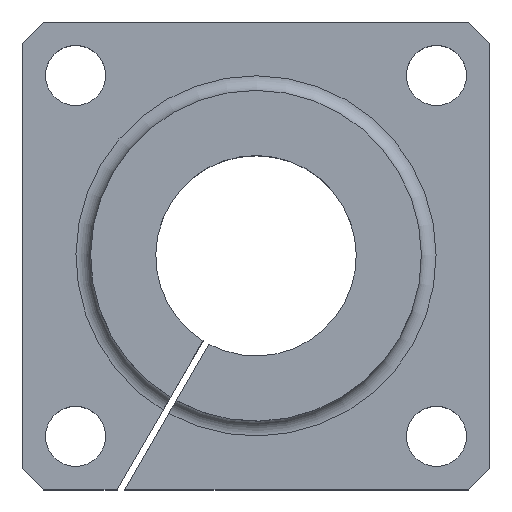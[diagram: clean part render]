
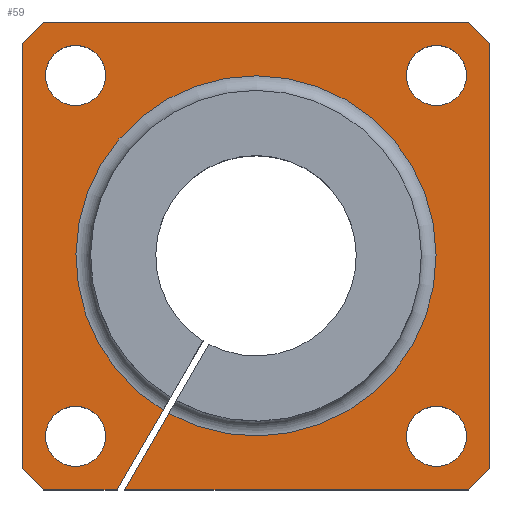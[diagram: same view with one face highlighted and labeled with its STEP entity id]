
A CAD part, top view. The second image highlights one B-rep face of the part: STEP entity #59.
In plain terms, the highlighted planar face has unit normal (0, 0, 1).
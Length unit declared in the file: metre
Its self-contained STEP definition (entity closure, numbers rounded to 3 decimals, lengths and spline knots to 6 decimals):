
#59 = ADVANCED_FACE( '', ( #143, #144, #145, #146, #147 ), #148, .T. );
#143 = FACE_OUTER_BOUND( '', #267, .T. );
#144 = FACE_BOUND( '', #268, .T. );
#145 = FACE_BOUND( '', #269, .T. );
#146 = FACE_BOUND( '', #270, .T. );
#147 = FACE_BOUND( '', #271, .T. );
#148 = PLANE( '', #272 );
#267 = EDGE_LOOP( '', ( #390, #391, #392, #393, #394, #395, #396, #397, #398, #399, #400, #401 ) );
#268 = EDGE_LOOP( '', ( #402 ) );
#269 = EDGE_LOOP( '', ( #403 ) );
#270 = EDGE_LOOP( '', ( #404 ) );
#271 = EDGE_LOOP( '', ( #405 ) );
#272 = AXIS2_PLACEMENT_3D( '', #406, #407, #408 );
#390 = ORIENTED_EDGE( '', *, *, #671, .F. );
#391 = ORIENTED_EDGE( '', *, *, #672, .T. );
#392 = ORIENTED_EDGE( '', *, *, #673, .T. );
#393 = ORIENTED_EDGE( '', *, *, #674, .T. );
#394 = ORIENTED_EDGE( '', *, *, #675, .T. );
#395 = ORIENTED_EDGE( '', *, *, #676, .T. );
#396 = ORIENTED_EDGE( '', *, *, #677, .T. );
#397 = ORIENTED_EDGE( '', *, *, #678, .T. );
#398 = ORIENTED_EDGE( '', *, *, #666, .T. );
#399 = ORIENTED_EDGE( '', *, *, #679, .T. );
#400 = ORIENTED_EDGE( '', *, *, #680, .F. );
#401 = ORIENTED_EDGE( '', *, *, #681, .T. );
#402 = ORIENTED_EDGE( '', *, *, #682, .T. );
#403 = ORIENTED_EDGE( '', *, *, #683, .T. );
#404 = ORIENTED_EDGE( '', *, *, #684, .T. );
#405 = ORIENTED_EDGE( '', *, *, #685, .T. );
#406 = CARTESIAN_POINT( '', ( -0.035, -0.035, 0.0095 ) );
#407 = DIRECTION( '', ( 0., 0., 1. ) );
#408 = DIRECTION( '', ( 1., 0., 0. ) );
#666 = EDGE_CURVE( '', #775, #776, #777, .F. );
#671 = EDGE_CURVE( '', #784, #785, #786, .T. );
#672 = EDGE_CURVE( '', #784, #787, #788, .T. );
#673 = EDGE_CURVE( '', #787, #789, #790, .F. );
#674 = EDGE_CURVE( '', #789, #791, #792, .T. );
#675 = EDGE_CURVE( '', #791, #793, #794, .F. );
#676 = EDGE_CURVE( '', #793, #795, #796, .T. );
#677 = EDGE_CURVE( '', #795, #797, #798, .F. );
#678 = EDGE_CURVE( '', #797, #775, #799, .T. );
#679 = EDGE_CURVE( '', #776, #800, #801, .T. );
#680 = EDGE_CURVE( '', #802, #800, #803, .T. );
#681 = EDGE_CURVE( '', #802, #785, #804, .F. );
#682 = EDGE_CURVE( '', #805, #805, #806, .T. );
#683 = EDGE_CURVE( '', #807, #807, #808, .T. );
#684 = EDGE_CURVE( '', #809, #809, #810, .T. );
#685 = EDGE_CURVE( '', #811, #811, #812, .T. );
#775 = VERTEX_POINT( '', #939 );
#776 = VERTEX_POINT( '', #940 );
#777 = LINE( '', #941, #942 );
#784 = VERTEX_POINT( '', #952 );
#785 = VERTEX_POINT( '', #953 );
#786 = LINE( '', #954, #955 );
#787 = VERTEX_POINT( '', #956 );
#788 = LINE( '', #957, #958 );
#789 = VERTEX_POINT( '', #959 );
#790 = LINE( '', #960, #961 );
#791 = VERTEX_POINT( '', #962 );
#792 = LINE( '', #963, #964 );
#793 = VERTEX_POINT( '', #965 );
#794 = LINE( '', #966, #967 );
#795 = VERTEX_POINT( '', #968 );
#796 = LINE( '', #969, #970 );
#797 = VERTEX_POINT( '', #971 );
#798 = LINE( '', #972, #973 );
#799 = LINE( '', #974, #975 );
#800 = VERTEX_POINT( '', #976 );
#801 = LINE( '', #977, #978 );
#802 = VERTEX_POINT( '', #979 );
#803 = LINE( '', #980, #981 );
#804 = CIRCLE( '', #982, 0.02695 );
#805 = VERTEX_POINT( '', #983 );
#806 = CIRCLE( '', #984, 0.0045 );
#807 = VERTEX_POINT( '', #985 );
#808 = CIRCLE( '', #986, 0.0045 );
#809 = VERTEX_POINT( '', #987 );
#810 = CIRCLE( '', #988, 0.0045 );
#811 = VERTEX_POINT( '', #989 );
#812 = CIRCLE( '', #990, 0.0045 );
#939 = CARTESIAN_POINT( '', ( -0.035, -0.0318, 0.0095 ) );
#940 = CARTESIAN_POINT( '', ( -0.0318, -0.035, 0.0095 ) );
#941 = CARTESIAN_POINT( '', ( -0.0334, -0.0334, 0.0095 ) );
#942 = VECTOR( '', #1188, 1. );
#952 = CARTESIAN_POINT( '', ( -0.01963, -0.035, 0.0095 ) );
#953 = CARTESIAN_POINT( '', ( -0.01304, -0.023585, 0.0095 ) );
#954 = CARTESIAN_POINT( '', ( -0.023472, -0.041655, 0.0095 ) );
#955 = VECTOR( '', #1192, 1. );
#956 = CARTESIAN_POINT( '', ( 0.0318, -0.035, 0.0095 ) );
#957 = CARTESIAN_POINT( '', ( -0.035, -0.035, 0.0095 ) );
#958 = VECTOR( '', #1193, 1. );
#959 = CARTESIAN_POINT( '', ( 0.035, -0.0318, 0.0095 ) );
#960 = CARTESIAN_POINT( '', ( -0.0016, -0.0684, 0.0095 ) );
#961 = VECTOR( '', #1194, 1. );
#962 = CARTESIAN_POINT( '', ( 0.035, 0.0318, 0.0095 ) );
#963 = CARTESIAN_POINT( '', ( 0.035, -0.035, 0.0095 ) );
#964 = VECTOR( '', #1195, 1. );
#965 = CARTESIAN_POINT( '', ( 0.0318, 0.035, 0.0095 ) );
#966 = CARTESIAN_POINT( '', ( 0.0334, 0.0334, 0.0095 ) );
#967 = VECTOR( '', #1196, 1. );
#968 = CARTESIAN_POINT( '', ( -0.0318, 0.035, 0.0095 ) );
#969 = CARTESIAN_POINT( '', ( 0.035, 0.035, 0.0095 ) );
#970 = VECTOR( '', #1197, 1. );
#971 = CARTESIAN_POINT( '', ( -0.035, 0.0318, 0.0095 ) );
#972 = CARTESIAN_POINT( '', ( -0.0684, -0.0016, 0.0095 ) );
#973 = VECTOR( '', #1198, 1. );
#974 = CARTESIAN_POINT( '', ( -0.035, 0.035, 0.0095 ) );
#975 = VECTOR( '', #1199, 1. );
#976 = CARTESIAN_POINT( '', ( -0.020785, -0.035, 0.0095 ) );
#977 = CARTESIAN_POINT( '', ( -0.035, -0.035, 0.0095 ) );
#978 = VECTOR( '', #1200, 1. );
#979 = CARTESIAN_POINT( '', ( -0.013906, -0.023085, 0.0095 ) );
#980 = CARTESIAN_POINT( '', ( -0.024338, -0.041155, 0.0095 ) );
#981 = VECTOR( '', #1201, 1. );
#982 = AXIS2_PLACEMENT_3D( '', #1202, #1203, #1204 );
#983 = CARTESIAN_POINT( '', ( 0.027, -0.0225, 0.0095 ) );
#984 = AXIS2_PLACEMENT_3D( '', #1205, #1206, #1207 );
#985 = CARTESIAN_POINT( '', ( -0.027, 0.0315, 0.0095 ) );
#986 = AXIS2_PLACEMENT_3D( '', #1208, #1209, #1210 );
#987 = CARTESIAN_POINT( '', ( 0.027, 0.0315, 0.0095 ) );
#988 = AXIS2_PLACEMENT_3D( '', #1211, #1212, #1213 );
#989 = CARTESIAN_POINT( '', ( -0.027, -0.0225, 0.0095 ) );
#990 = AXIS2_PLACEMENT_3D( '', #1214, #1215, #1216 );
#1188 = DIRECTION( '', ( -0.707, 0.707, 0. ) );
#1192 = DIRECTION( '', ( 0.5, 0.866, 0. ) );
#1193 = DIRECTION( '', ( 1., 0., 0. ) );
#1194 = DIRECTION( '', ( -0.707, -0.707, 0. ) );
#1195 = DIRECTION( '', ( 0., 1., 0. ) );
#1196 = DIRECTION( '', ( 0.707, -0.707, 0. ) );
#1197 = DIRECTION( '', ( -1., 0., 0. ) );
#1198 = DIRECTION( '', ( 0.707, 0.707, 0. ) );
#1199 = DIRECTION( '', ( 0., -1., 0. ) );
#1200 = DIRECTION( '', ( 1., 0., 0. ) );
#1201 = DIRECTION( '', ( -0.5, -0.866, 0. ) );
#1202 = CARTESIAN_POINT( '', ( 0., 0., 0.0095 ) );
#1203 = DIRECTION( '', ( 0., 0., 1. ) );
#1204 = DIRECTION( '', ( 1., 0., 0. ) );
#1205 = CARTESIAN_POINT( '', ( 0.027, -0.027, 0.0095 ) );
#1206 = DIRECTION( '', ( 0., 0., -1. ) );
#1207 = DIRECTION( '', ( 0., 1., 0. ) );
#1208 = CARTESIAN_POINT( '', ( -0.027, 0.027, 0.0095 ) );
#1209 = DIRECTION( '', ( 0., 0., -1. ) );
#1210 = DIRECTION( '', ( 0., 1., 0. ) );
#1211 = CARTESIAN_POINT( '', ( 0.027, 0.027, 0.0095 ) );
#1212 = DIRECTION( '', ( 0., 0., -1. ) );
#1213 = DIRECTION( '', ( 0., 1., 0. ) );
#1214 = CARTESIAN_POINT( '', ( -0.027, -0.027, 0.0095 ) );
#1215 = DIRECTION( '', ( 0., 0., -1. ) );
#1216 = DIRECTION( '', ( 0., 1., 0. ) );
